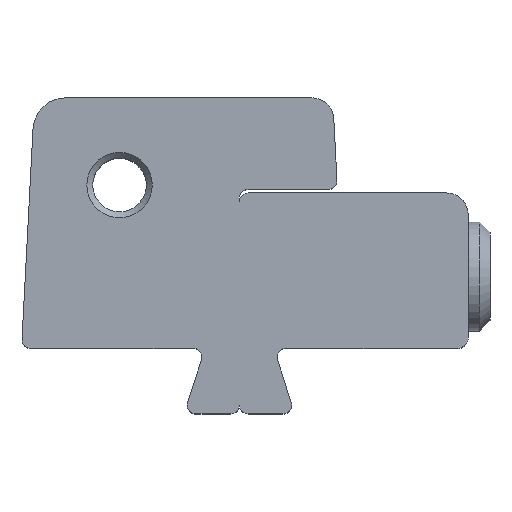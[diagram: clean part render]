
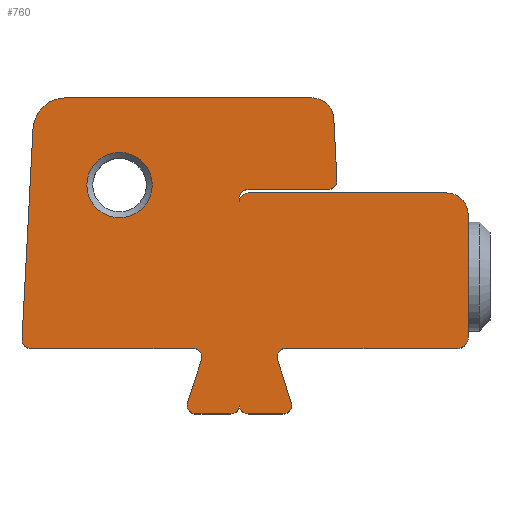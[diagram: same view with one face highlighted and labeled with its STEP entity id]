
A CAD part, top view. The second image highlights one B-rep face of the part: STEP entity #760.
In plain terms, the highlighted planar face has unit normal (0, 0, 1).
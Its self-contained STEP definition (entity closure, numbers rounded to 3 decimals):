
#41=CIRCLE('',#792,0.4);
#43=CIRCLE('',#796,0.4);
#45=CIRCLE('',#800,0.4);
#47=CIRCLE('',#804,0.4);
#49=CIRCLE('',#807,0.4);
#51=CIRCLE('',#811,0.4);
#53=CIRCLE('',#815,0.4);
#55=CIRCLE('',#819,0.5);
#58=CIRCLE('',#824,1.);
#60=CIRCLE('',#828,0.4);
#62=CIRCLE('',#832,0.4);
#64=CIRCLE('',#836,0.4);
#66=CIRCLE('',#840,1.);
#68=CIRCLE('',#844,1.5);
#69=CIRCLE('',#846,1.5);
#190=ORIENTED_EDGE('',*,*,#375,.T.);
#191=ORIENTED_EDGE('',*,*,#295,.T.);
#192=ORIENTED_EDGE('',*,*,#299,.T.);
#193=ORIENTED_EDGE('',*,*,#302,.T.);
#194=ORIENTED_EDGE('',*,*,#305,.F.);
#195=ORIENTED_EDGE('',*,*,#308,.T.);
#196=ORIENTED_EDGE('',*,*,#311,.T.);
#197=ORIENTED_EDGE('',*,*,#314,.T.);
#198=ORIENTED_EDGE('',*,*,#317,.T.);
#199=ORIENTED_EDGE('',*,*,#320,.T.);
#200=ORIENTED_EDGE('',*,*,#323,.T.);
#201=ORIENTED_EDGE('',*,*,#326,.T.);
#202=ORIENTED_EDGE('',*,*,#329,.T.);
#203=ORIENTED_EDGE('',*,*,#332,.F.);
#204=ORIENTED_EDGE('',*,*,#335,.T.);
#205=ORIENTED_EDGE('',*,*,#338,.T.);
#206=ORIENTED_EDGE('',*,*,#342,.T.);
#207=ORIENTED_EDGE('',*,*,#345,.T.);
#208=ORIENTED_EDGE('',*,*,#348,.T.);
#209=ORIENTED_EDGE('',*,*,#351,.T.);
#210=ORIENTED_EDGE('',*,*,#354,.T.);
#211=ORIENTED_EDGE('',*,*,#357,.F.);
#212=ORIENTED_EDGE('',*,*,#360,.T.);
#213=ORIENTED_EDGE('',*,*,#363,.T.);
#214=ORIENTED_EDGE('',*,*,#366,.T.);
#215=ORIENTED_EDGE('',*,*,#369,.T.);
#216=ORIENTED_EDGE('',*,*,#372,.T.);
#217=ORIENTED_EDGE('',*,*,#374,.T.);
#295=EDGE_CURVE('',#402,#401,#473,.T.);
#299=EDGE_CURVE('',#401,#404,#41,.T.);
#302=EDGE_CURVE('',#404,#406,#478,.T.);
#305=EDGE_CURVE('',#408,#406,#43,.T.);
#308=EDGE_CURVE('',#408,#410,#482,.T.);
#311=EDGE_CURVE('',#410,#412,#45,.T.);
#314=EDGE_CURVE('',#412,#414,#486,.T.);
#317=EDGE_CURVE('',#414,#416,#47,.T.);
#320=EDGE_CURVE('',#416,#418,#49,.T.);
#323=EDGE_CURVE('',#418,#420,#491,.T.);
#326=EDGE_CURVE('',#420,#422,#51,.T.);
#329=EDGE_CURVE('',#422,#424,#495,.T.);
#332=EDGE_CURVE('',#426,#424,#53,.T.);
#335=EDGE_CURVE('',#426,#428,#499,.T.);
#338=EDGE_CURVE('',#428,#430,#55,.T.);
#342=EDGE_CURVE('',#430,#433,#503,.T.);
#345=EDGE_CURVE('',#433,#435,#58,.T.);
#348=EDGE_CURVE('',#435,#437,#507,.T.);
#351=EDGE_CURVE('',#437,#439,#60,.T.);
#354=EDGE_CURVE('',#439,#441,#511,.T.);
#357=EDGE_CURVE('',#443,#441,#62,.T.);
#360=EDGE_CURVE('',#443,#445,#515,.T.);
#363=EDGE_CURVE('',#445,#447,#64,.T.);
#366=EDGE_CURVE('',#447,#449,#519,.T.);
#369=EDGE_CURVE('',#449,#451,#66,.T.);
#372=EDGE_CURVE('',#451,#453,#523,.T.);
#374=EDGE_CURVE('',#453,#402,#68,.T.);
#375=EDGE_CURVE('',#454,#454,#69,.T.);
#401=VERTEX_POINT('',#1112);
#402=VERTEX_POINT('',#1114);
#404=VERTEX_POINT('',#1120);
#406=VERTEX_POINT('',#1126);
#408=VERTEX_POINT('',#1132);
#410=VERTEX_POINT('',#1138);
#412=VERTEX_POINT('',#1144);
#414=VERTEX_POINT('',#1150);
#416=VERTEX_POINT('',#1156);
#418=VERTEX_POINT('',#1162);
#420=VERTEX_POINT('',#1168);
#422=VERTEX_POINT('',#1174);
#424=VERTEX_POINT('',#1180);
#426=VERTEX_POINT('',#1186);
#428=VERTEX_POINT('',#1192);
#430=VERTEX_POINT('',#1198);
#433=VERTEX_POINT('',#1206);
#435=VERTEX_POINT('',#1212);
#437=VERTEX_POINT('',#1218);
#439=VERTEX_POINT('',#1224);
#441=VERTEX_POINT('',#1230);
#443=VERTEX_POINT('',#1236);
#445=VERTEX_POINT('',#1242);
#447=VERTEX_POINT('',#1248);
#449=VERTEX_POINT('',#1254);
#451=VERTEX_POINT('',#1260);
#453=VERTEX_POINT('',#1266);
#454=VERTEX_POINT('',#1273);
#473=LINE('',#1113,#544);
#478=LINE('',#1127,#549);
#482=LINE('',#1139,#553);
#486=LINE('',#1151,#557);
#491=LINE('',#1169,#562);
#495=LINE('',#1181,#566);
#499=LINE('',#1193,#570);
#503=LINE('',#1207,#574);
#507=LINE('',#1219,#578);
#511=LINE('',#1231,#582);
#515=LINE('',#1243,#586);
#519=LINE('',#1255,#590);
#523=LINE('',#1267,#594);
#544=VECTOR('',#880,1000.);
#549=VECTOR('',#893,1000.);
#553=VECTOR('',#905,1000.);
#557=VECTOR('',#917,1000.);
#562=VECTOR('',#936,1000.);
#566=VECTOR('',#948,1000.);
#570=VECTOR('',#960,1000.);
#574=VECTOR('',#974,1000.);
#578=VECTOR('',#986,1000.);
#582=VECTOR('',#998,1000.);
#586=VECTOR('',#1010,1000.);
#590=VECTOR('',#1022,1000.);
#594=VECTOR('',#1034,1000.);
#637=EDGE_LOOP('',(#190));
#638=EDGE_LOOP('',(#191,#192,#193,#194,#195,#196,#197,#198,#199,#200,#201,
#202,#203,#204,#205,#206,#207,#208,#209,#210,#211,#212,#213,#214,#215,#216,
#217));
#688=FACE_BOUND('',#637,.T.);
#689=FACE_BOUND('',#638,.T.);
#723=PLANE('',#845);
#760=ADVANCED_FACE('',(#688,#689),#723,.T.);
#792=AXIS2_PLACEMENT_3D('',#1121,#887,#888);
#796=AXIS2_PLACEMENT_3D('',#1133,#899,#900);
#800=AXIS2_PLACEMENT_3D('',#1145,#911,#912);
#804=AXIS2_PLACEMENT_3D('',#1157,#923,#924);
#807=AXIS2_PLACEMENT_3D('',#1163,#930,#931);
#811=AXIS2_PLACEMENT_3D('',#1175,#942,#943);
#815=AXIS2_PLACEMENT_3D('',#1187,#954,#955);
#819=AXIS2_PLACEMENT_3D('',#1199,#966,#967);
#824=AXIS2_PLACEMENT_3D('',#1213,#980,#981);
#828=AXIS2_PLACEMENT_3D('',#1225,#992,#993);
#832=AXIS2_PLACEMENT_3D('',#1237,#1004,#1005);
#836=AXIS2_PLACEMENT_3D('',#1249,#1016,#1017);
#840=AXIS2_PLACEMENT_3D('',#1261,#1028,#1029);
#844=AXIS2_PLACEMENT_3D('',#1270,#1039,#1040);
#845=AXIS2_PLACEMENT_3D('',#1271,#1041,#1042);
#846=AXIS2_PLACEMENT_3D('',#1272,#1043,#1044);
#880=DIRECTION('',(-0.052,-0.999,0.));
#887=DIRECTION('',(0.,0.,1.));
#888=DIRECTION('',(1.,0.,0.));
#893=DIRECTION('',(1.,0.,0.));
#899=DIRECTION('',(0.,0.,1.));
#900=DIRECTION('',(1.,0.,0.));
#905=DIRECTION('',(-0.309,-0.951,0.));
#911=DIRECTION('',(0.,0.,1.));
#912=DIRECTION('',(1.,0.,0.));
#917=DIRECTION('',(1.,0.,0.));
#923=DIRECTION('',(0.,0.,1.));
#924=DIRECTION('',(1.,0.,0.));
#930=DIRECTION('',(0.,0.,1.));
#931=DIRECTION('',(1.,0.,0.));
#936=DIRECTION('',(1.,0.,0.));
#942=DIRECTION('',(0.,0.,1.));
#943=DIRECTION('',(1.,0.,0.));
#948=DIRECTION('',(-0.309,0.951,0.));
#954=DIRECTION('',(0.,0.,1.));
#955=DIRECTION('',(1.,0.,0.));
#960=DIRECTION('',(1.,0.,0.));
#966=DIRECTION('',(0.,0.,1.));
#967=DIRECTION('',(1.,0.,0.));
#974=DIRECTION('',(0.,1.,0.));
#980=DIRECTION('',(0.,0.,1.));
#981=DIRECTION('',(1.,0.,0.));
#986=DIRECTION('',(-1.,0.,0.));
#992=DIRECTION('',(0.,0.,1.));
#993=DIRECTION('',(1.,0.,0.));
#998=DIRECTION('',(0.,1.,0.));
#1004=DIRECTION('',(0.,0.,1.));
#1005=DIRECTION('',(1.,0.,0.));
#1010=DIRECTION('',(1.,0.,0.));
#1016=DIRECTION('',(0.,0.,1.));
#1017=DIRECTION('',(1.,0.,0.));
#1022=DIRECTION('',(-0.052,0.999,0.));
#1028=DIRECTION('',(0.,0.,1.));
#1029=DIRECTION('',(1.,0.,0.));
#1034=DIRECTION('',(-1.,0.,0.));
#1039=DIRECTION('',(0.,0.,1.));
#1040=DIRECTION('',(1.,0.,0.));
#1041=DIRECTION('',(0.,0.,1.));
#1042=DIRECTION('',(1.,0.,0.));
#1043=DIRECTION('',(0.,0.,-1.));
#1044=DIRECTION('',(-1.,0.,0.));
#1112=CARTESIAN_POINT('',(0.022,0.421,4.));
#1113=CARTESIAN_POINT('',(0.528,10.079,4.));
#1114=CARTESIAN_POINT('',(0.528,10.079,4.));
#1120=CARTESIAN_POINT('',(0.422,0.,4.));
#1121=CARTESIAN_POINT('',(0.422,0.4,4.));
#1126=CARTESIAN_POINT('',(7.874,0.,4.));
#1127=CARTESIAN_POINT('',(0.422,0.,4.));
#1132=CARTESIAN_POINT('',(8.255,-0.524,4.));
#1133=CARTESIAN_POINT('',(7.874,-0.4,4.));
#1138=CARTESIAN_POINT('',(7.62,-2.476,4.));
#1139=CARTESIAN_POINT('',(8.255,-0.524,4.));
#1144=CARTESIAN_POINT('',(8.001,-3.,4.));
#1145=CARTESIAN_POINT('',(8.001,-2.6,4.));
#1150=CARTESIAN_POINT('',(9.6,-3.,4.));
#1151=CARTESIAN_POINT('',(8.001,-3.,4.));
#1156=CARTESIAN_POINT('',(10.,-2.6,4.));
#1157=CARTESIAN_POINT('',(9.6,-2.6,4.));
#1162=CARTESIAN_POINT('',(10.4,-3.,4.));
#1163=CARTESIAN_POINT('',(10.4,-2.6,4.));
#1168=CARTESIAN_POINT('',(11.999,-3.,4.));
#1169=CARTESIAN_POINT('',(10.4,-3.,4.));
#1174=CARTESIAN_POINT('',(12.38,-2.476,4.));
#1175=CARTESIAN_POINT('',(11.999,-2.6,4.));
#1180=CARTESIAN_POINT('',(11.745,-0.524,4.));
#1181=CARTESIAN_POINT('',(12.38,-2.476,4.));
#1186=CARTESIAN_POINT('',(12.126,0.,4.));
#1187=CARTESIAN_POINT('',(12.126,-0.4,4.));
#1192=CARTESIAN_POINT('',(20.,0.,4.));
#1193=CARTESIAN_POINT('',(12.126,0.,4.));
#1198=CARTESIAN_POINT('',(20.5,0.5,4.));
#1199=CARTESIAN_POINT('',(20.,0.5,4.));
#1206=CARTESIAN_POINT('',(20.5,6.135,4.));
#1207=CARTESIAN_POINT('',(20.5,0.5,4.));
#1212=CARTESIAN_POINT('',(19.5,7.135,4.));
#1213=CARTESIAN_POINT('',(19.5,6.135,4.));
#1218=CARTESIAN_POINT('',(10.4,7.135,4.));
#1219=CARTESIAN_POINT('',(19.5,7.135,4.));
#1224=CARTESIAN_POINT('',(10.,6.735,4.));
#1225=CARTESIAN_POINT('',(10.4,6.735,4.));
#1230=CARTESIAN_POINT('',(10.,6.9,4.));
#1231=CARTESIAN_POINT('',(10.,6.735,4.));
#1236=CARTESIAN_POINT('',(10.4,7.3,4.));
#1237=CARTESIAN_POINT('',(10.4,6.9,4.));
#1242=CARTESIAN_POINT('',(14.078,7.3,4.));
#1243=CARTESIAN_POINT('',(10.4,7.3,4.));
#1248=CARTESIAN_POINT('',(14.478,7.721,4.));
#1249=CARTESIAN_POINT('',(14.078,7.7,4.));
#1254=CARTESIAN_POINT('',(14.33,10.552,4.));
#1255=CARTESIAN_POINT('',(14.478,7.721,4.));
#1260=CARTESIAN_POINT('',(13.331,11.5,4.));
#1261=CARTESIAN_POINT('',(13.331,10.5,4.));
#1266=CARTESIAN_POINT('',(2.026,11.5,4.));
#1267=CARTESIAN_POINT('',(13.331,11.5,4.));
#1270=CARTESIAN_POINT('',(2.026,10.,4.));
#1271=CARTESIAN_POINT('',(0.422,0.4,4.));
#1272=CARTESIAN_POINT('',(4.5,7.5,4.));
#1273=CARTESIAN_POINT('',(3.,7.5,4.));
